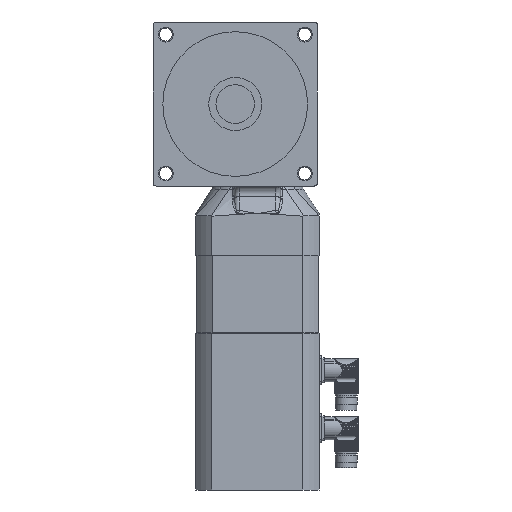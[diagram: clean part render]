
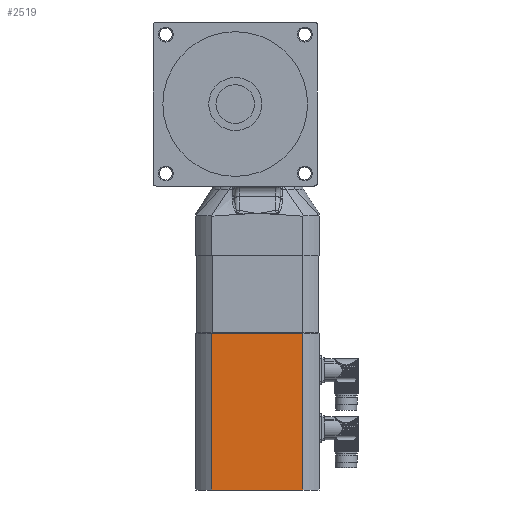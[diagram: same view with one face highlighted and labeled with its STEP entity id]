
A CAD part, front view. The second image highlights one B-rep face of the part: STEP entity #2519.
In plain terms, the highlighted planar face has unit normal (0, -1, 0).
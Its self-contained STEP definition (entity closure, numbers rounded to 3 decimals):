
#2519=ADVANCED_FACE('',(#3581),#3414,.T.);
#3414=PLANE('',#14038);
#3581=FACE_OUTER_BOUND('',#4417,.T.);
#4417=EDGE_LOOP('',(#5437,#5438,#5439,#5440));
#5437=ORIENTED_EDGE('',*,*,#10808,.F.);
#5438=ORIENTED_EDGE('',*,*,#10809,.T.);
#5439=ORIENTED_EDGE('',*,*,#10810,.F.);
#5440=ORIENTED_EDGE('',*,*,#10811,.T.);
#9515=VERTEX_POINT('',#18957);
#9516=VERTEX_POINT('',#18958);
#9517=VERTEX_POINT('',#18960);
#9518=VERTEX_POINT('',#18962);
#10808=EDGE_CURVE('',#9515,#9516,#12847,.T.);
#10809=EDGE_CURVE('',#9515,#9517,#12848,.T.);
#10810=EDGE_CURVE('',#9518,#9517,#12849,.T.);
#10811=EDGE_CURVE('',#9518,#9516,#12850,.T.);
#12847=LINE('',#18956,#13442);
#12848=LINE('',#18959,#13443);
#12849=LINE('',#18961,#13444);
#12850=LINE('',#18963,#13445);
#13442=VECTOR('',#15480,1.);
#13443=VECTOR('',#15481,1.);
#13444=VECTOR('',#15482,1.);
#13445=VECTOR('',#15483,1.);
#14038=AXIS2_PLACEMENT_3D('',#18964,#15484,#15485);
#15480=DIRECTION('',(0.,0.,-1.));
#15481=DIRECTION('',(-1.,0.,0.));
#15482=DIRECTION('',(0.,0.,1.));
#15483=DIRECTION('',(1.,0.,0.));
#15484=DIRECTION('',(0.,-1.,0.));
#15485=DIRECTION('',(0.,0.,-1.));
#18956=CARTESIAN_POINT('',(111.162,0.,0.));
#18957=CARTESIAN_POINT('',(111.162,0.,159.));
#18958=CARTESIAN_POINT('',(111.162,0.,-3.5));
#18959=CARTESIAN_POINT('',(64.,0.,159.));
#18960=CARTESIAN_POINT('',(16.838,0.,159.));
#18961=CARTESIAN_POINT('',(16.838,0.,0.));
#18962=CARTESIAN_POINT('',(16.838,0.,-3.5));
#18963=CARTESIAN_POINT('',(64.,0.,-3.5));
#18964=CARTESIAN_POINT('',(64.,0.,0.));
